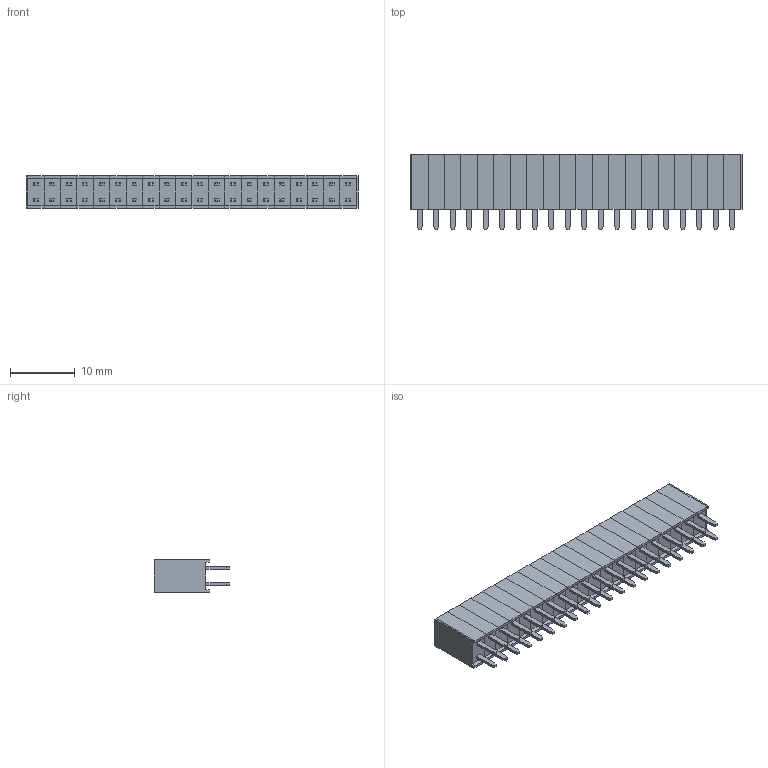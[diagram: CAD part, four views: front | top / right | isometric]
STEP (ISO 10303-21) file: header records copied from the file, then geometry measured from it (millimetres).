
FILE_DESCRIPTION (( 'STEP AP214' ), '1' );
FILE_NAME ('NPPC202LFBN-RC.STEP', '2024-10-30T11:30:23', ( '' ), ( '' ), 'SwSTEP 2.0', 'SolidWorks 2021', '' );
FILE_SCHEMA (( 'AUTOMOTIVE_DESIGN' ));
Length unit declared in the file: millimetre
Products named in the file (3): Pin - Gold; NPPC202LFBN-RC; NPPC202LFBN-RC_C20
Assembly tree (21 placements, depth 2):
  NPPC202LFBN-RC
    NPPC202LFBN-RC_C20
    Pin - Gold  x20
Bounding box: 51.31 x 11.71 x 5.08 mm (x, y, z)
Volume: 2107 mm3; surface area: 3738 mm2
Topology: 62 solids, 62 shells, 900 faces, 2048 edges, 1312 vertices
Faces by surface type: plane 900
Entity records: 16668 total; most frequent: CARTESIAN_POINT 2840, ORIENTED_EDGE 2728, DIRECTION 2604, EDGE_CURVE 1364, LINE 1364, VECTOR 1364, VERTEX_POINT 856, EDGE_LOOP 636
